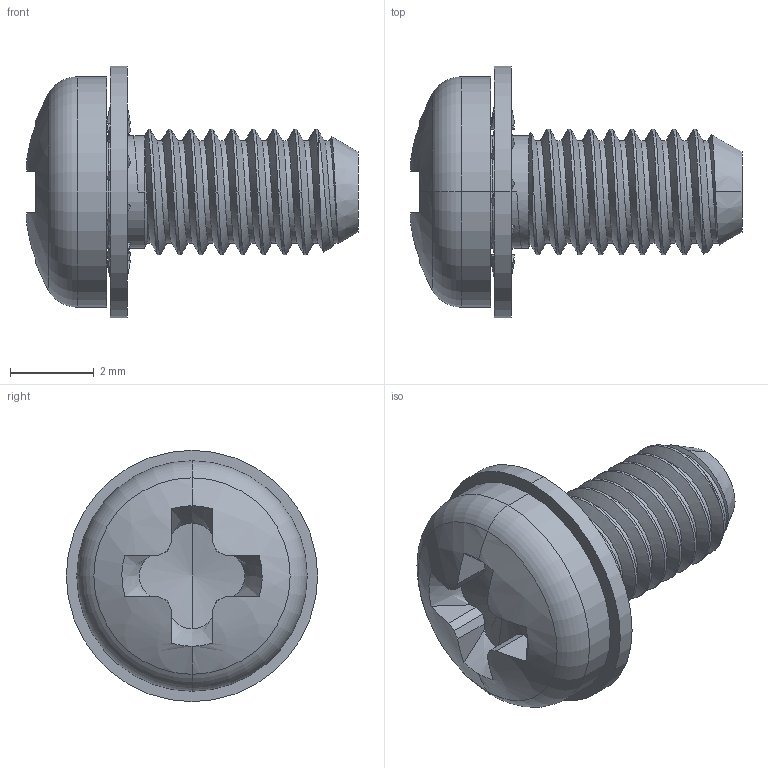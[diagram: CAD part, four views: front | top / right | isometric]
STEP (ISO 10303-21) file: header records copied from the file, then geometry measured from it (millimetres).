
FILE_DESCRIPTION((''),'2;1');
FILE_NAME('GRAINGER-6GU46','2019-12-16T',('SYSTEM'),(''),'PRO/ENGINEER BY PARAMETRIC TECHNOLOGY CORPORATION, 2016240','PRO/ENGINEER BY PARAMETRIC TECHNOLOGY CORPORATION, 2016240','');
FILE_SCHEMA(('AUTOMOTIVE_DESIGN { 1 0 10303 214 1 1 1 1 }'));
Length unit declared in the file: inch
Products named in the file (1): GRAINGER-6GU46
Bounding box: 7.93 x 6 x 6 mm (x, y, z)
Volume: 72.6 mm3; surface area: 196.1 mm2
Topology: 2 solids, 2 shells, 147 faces, 409 edges, 263 vertices
Faces by surface type: bspline 53, plane 50, cylinder 32, cone 6, torus 4, sphere 2
Entity records: 9111 total; most frequent: CARTESIAN_POINT 5455, ORIENTED_EDGE 810, DIRECTION 580, EDGE_CURVE 405, VERTEX_POINT 263, VECTOR 254, LINE 254, AXIS2_PLACEMENT_3D 163
